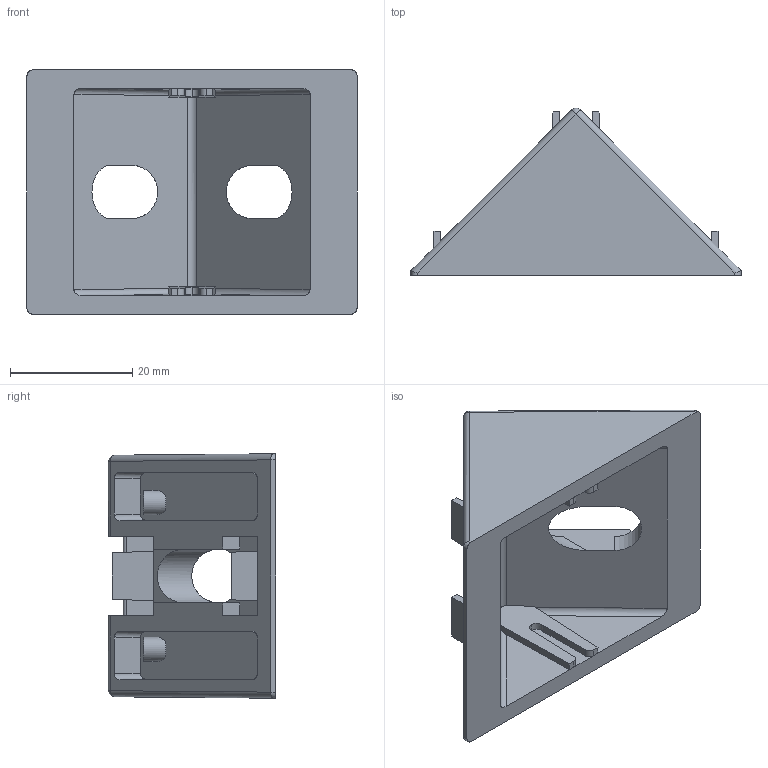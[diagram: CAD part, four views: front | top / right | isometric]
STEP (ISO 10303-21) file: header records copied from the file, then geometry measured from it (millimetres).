
FILE_DESCRIPTION(('STEP AP214'),'1');
FILE_NAME('fath_093w401n08r.stp','2017-10-09T09:58:20',('TraceParts'),('TraceParts S.A.'),'Spatial InterOp 3D',' ',' ');
FILE_SCHEMA(('automotive_design'));
Length unit declared in the file: millimetre
Products named in the file (1): fath_093w401n08r
Bounding box: 54 x 27.41 x 40 mm (x, y, z)
Volume: 13229.3 mm3; surface area: 9491.2 mm2
Topology: 1 solids, 1 shells, 171 faces, 458 edges, 298 vertices
Faces by surface type: plane 112, cylinder 55, sphere 4
Entity records: 6643 total; most frequent: CARTESIAN_POINT 1154, ORIENTED_EDGE 912, DIRECTION 780, EDGE_CURVE 456, LINE 324, VECTOR 324, VERTEX_POINT 298, AXIS2_PLACEMENT_3D 228
